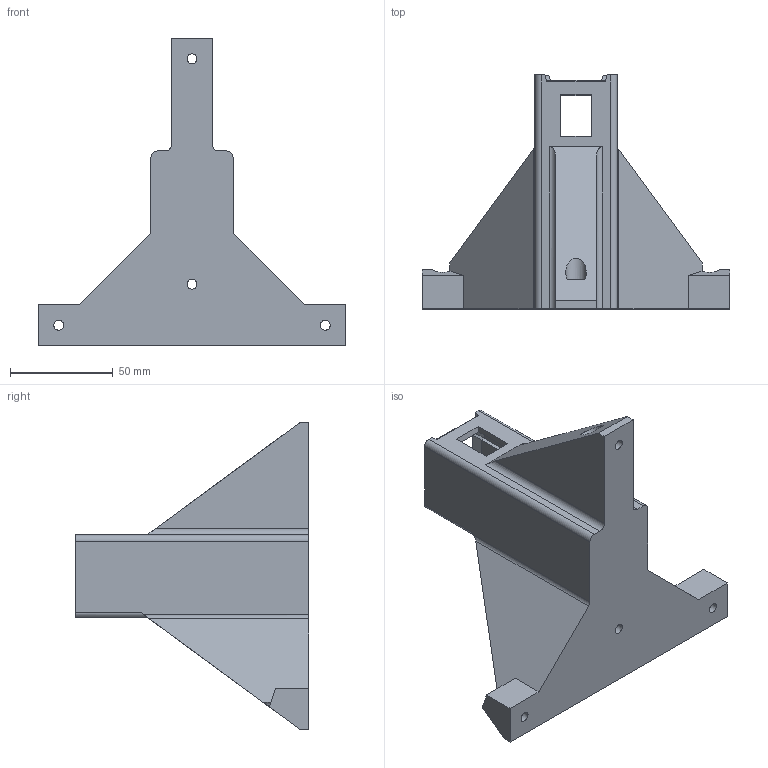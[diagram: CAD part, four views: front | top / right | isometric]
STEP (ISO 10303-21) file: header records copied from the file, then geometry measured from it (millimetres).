
FILE_DESCRIPTION(/* description */ (''),/* implementation_level */ '2;1');
FILE_NAME(/* name */ 'AntennaMountBottom.step',/* time_stamp */ '2026-01-02T15:11:51+01:00',/* author */ (''),/* organization */ (''),/* preprocessor_version */ 'ST-DEVELOPER v20.1',/* originating_system */ 'Autodesk Translation Framework v14.21.0.0',/* authorisation */ '');
FILE_SCHEMA (('AUTOMOTIVE_DESIGN { 1 0 10303 214 3 1 1 }'));
Length unit declared in the file: millimetre
Products named in the file (1): pilon-mount
Bounding box: 150 x 114 x 150 mm (x, y, z)
Volume: 343117.7 mm3; surface area: 57556.1 mm2
Topology: 1 solids, 1 shells, 84 faces, 224 edges, 144 vertices
Faces by surface type: plane 66, cylinder 18
Full cylindrical faces by diameter (mm): 4.8 x4, 10 x1
Entity records: 2644 total; most frequent: CARTESIAN_POINT 453, ORIENTED_EDGE 448, DIRECTION 434, EDGE_CURVE 224, LINE 184, VECTOR 184, VERTEX_POINT 144, AXIS2_PLACEMENT_3D 125
